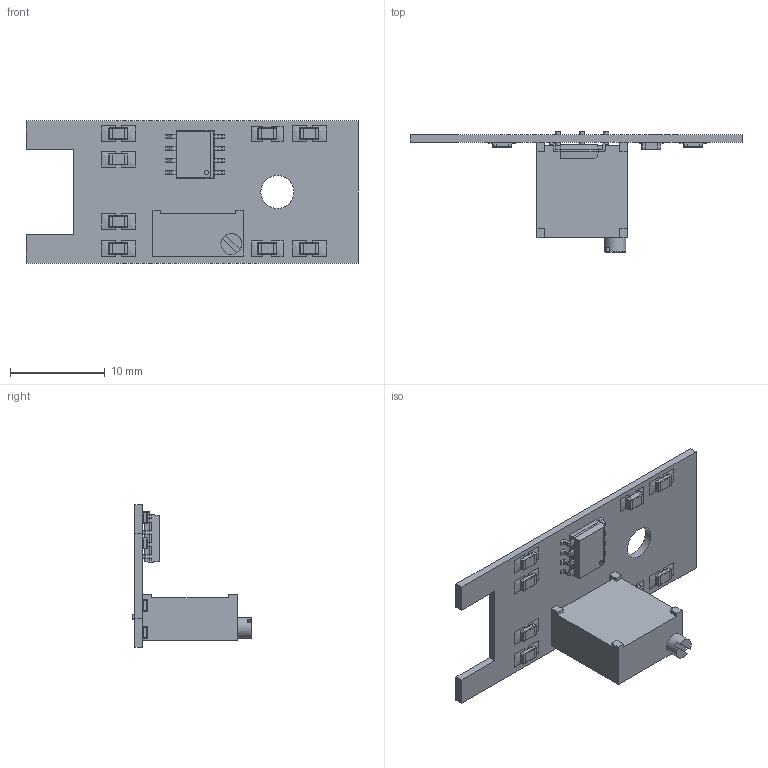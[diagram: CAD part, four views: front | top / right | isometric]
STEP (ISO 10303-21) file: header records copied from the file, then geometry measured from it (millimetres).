
FILE_DESCRIPTION(/* description */ ('STEP AP242','CAx-IF Rec.Pracs.---Representation and Presentation of Product Manufacturing Information (PMI)---4.0---2014-10-13','CAx-IF Rec.Pracs.---3D Tessellated Geometry---0.4---2014-09-14','2;1'),/* implementation_level */ '2;1');
FILE_NAME(/* name */ '67972fbe482aa21fcaf9cf74',/* time_stamp */ '2025-01-27T07:03:27Z',/* author */ (''),/* organization */ (''),/* preprocessor_version */ 'ST-DEVELOPER v20',/* originating_system */ 'ONSHAPE BY PTC INC, 1.192',/* authorisation */ ' ');
FILE_SCHEMA (('AP242_MANAGED_MODEL_BASED_3D_ENGINEERING_MIM_LF { 1 0 10303 442 1 1 4 }'));
Length unit declared in the file: metre
Products named in the file (43): Part 36; Part 43; Part 1; Part 2; Part 3; Part 4; Part 5; Part 6; Part 7; Part 8; Part 9; Part 10; Part 11; Part 12; Part 13; Part 14; Part 15; Part 16; Part 17; Part 18; Part 19; Part 20; Part 21; Part 22; Part 23; Part 24; Part 25; Part 26; Part 27; Part 28; Part 29; Part 30; Part 31; Part 32; Part 33; Part 34; Part 35; Part 37; Part 38; Part 39 ...
Bounding box: 35 x 12.65 x 15 mm (x, y, z)
Volume: 842.6 mm3; surface area: 1688.6 mm2
Topology: 43 solids, 43 shells, 700 faces, 1598 edges, 861 vertices
Faces by surface type: plane 294, cylinder 262, sphere 128, bspline 16
Full cylindrical faces by diameter (mm): 0.45 x1, 0.51 x3, 2.19 x1, 3.5 x1
Entity records: 24436 total; most frequent: DIRECTION 3441, CARTESIAN_POINT 3300, ORIENTED_EDGE 2920, EDGE_CURVE 1460, AXIS2_PLACEMENT_3D 1254, LINE 933, VECTOR 933, VERTEX_POINT 857
